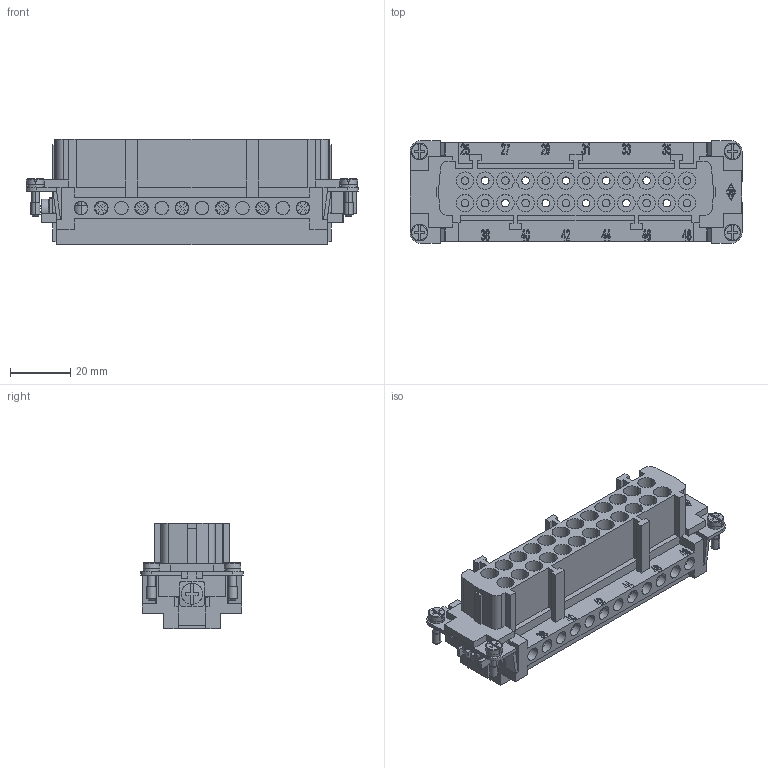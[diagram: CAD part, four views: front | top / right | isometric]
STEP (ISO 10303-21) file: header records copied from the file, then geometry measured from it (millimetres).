
FILE_DESCRIPTION((''),'2;1');
FILE_NAME('CMEF 10 TXN.stp','2006-10-31T13:30:20',('gembarski'),(''),'Autodesk Inventor 7','Autodesk Inventor 7','');
FILE_SCHEMA(('AUTOMOTIVE_DESIGN { 1 0 10303 214 1 1 1 1 }'));
Length unit declared in the file: millimetre
Products named in the file (1): CMEF 10 TXN
Bounding box: 110.3 x 34 x 35 mm (x, y, z)
Volume: 53418.8 mm3; surface area: 40325.2 mm2
Topology: 25 solids, 25 shells, 2172 faces, 5804 edges, 3819 vertices
Faces by surface type: plane 1048, bspline 822, cylinder 286, torus 8, cone 4, sphere 4
Entity records: 73675 total; most frequent: CARTESIAN_POINT 22580, ORIENTED_EDGE 11612, DIRECTION 8647, EDGE_CURVE 5806, VERTEX_POINT 3819, VECTOR 3779, LINE 3779, EDGE_LOOP 2463
